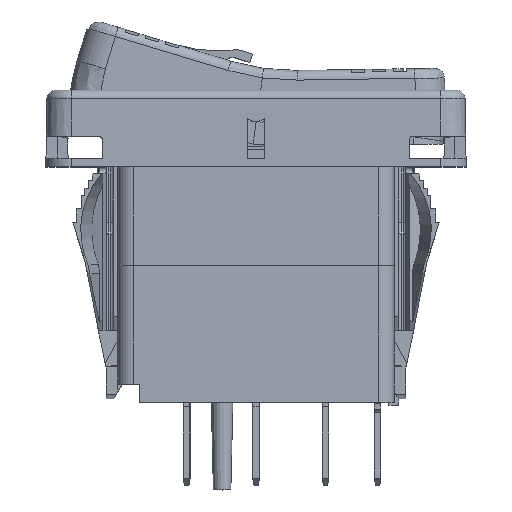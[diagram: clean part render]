
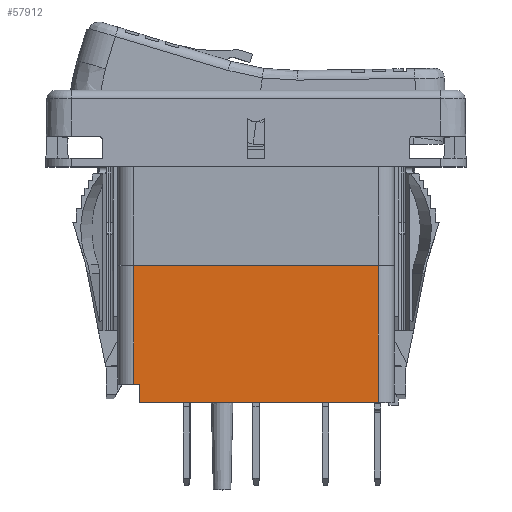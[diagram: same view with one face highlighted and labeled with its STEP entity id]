
A CAD part, top view. The second image highlights one B-rep face of the part: STEP entity #57912.
In plain terms, the highlighted planar face has unit normal (0, 0, 1).
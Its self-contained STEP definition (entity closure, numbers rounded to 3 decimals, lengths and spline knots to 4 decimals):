
#18701=DIRECTION('',(0.,-1.,0.));
#18702=VECTOR('',#18701,0.542);
#18703=CARTESIAN_POINT('',(-0.558,0.,0.41));
#18704=LINE('',#18703,#18702);
#18710=DIRECTION('',(-1.,0.,0.));
#18711=VECTOR('',#18710,1.116);
#18712=CARTESIAN_POINT('',(0.558,0.,0.41));
#18713=LINE('',#18712,#18711);
#18714=DIRECTION('',(1.,0.,0.));
#18715=VECTOR('',#18714,1.089);
#18716=CARTESIAN_POINT('',(-0.531,-0.625,0.41));
#18717=LINE('',#18716,#18715);
#18718=DIRECTION('',(0.,1.,0.));
#18719=VECTOR('',#18718,0.083);
#18720=CARTESIAN_POINT('',(-0.531,-0.625,0.41));
#18721=LINE('',#18720,#18719);
#18722=DIRECTION('',(1.,0.,0.));
#18723=VECTOR('',#18722,0.027);
#18724=CARTESIAN_POINT('',(-0.558,-0.542,0.41));
#18725=LINE('',#18724,#18723);
#18739=DIRECTION('',(0.,1.,0.));
#18740=VECTOR('',#18739,0.625);
#18741=CARTESIAN_POINT('',(0.558,-0.625,0.41));
#18742=LINE('',#18741,#18740);
#26362=CARTESIAN_POINT('',(-0.558,0.,0.41));
#26363=CARTESIAN_POINT('',(-0.558,-0.542,0.41));
#26364=VERTEX_POINT('',#26362);
#26365=VERTEX_POINT('',#26363);
#26382=CARTESIAN_POINT('',(0.558,-0.625,0.41));
#26383=CARTESIAN_POINT('',(0.558,0.,0.41));
#26384=VERTEX_POINT('',#26382);
#26385=VERTEX_POINT('',#26383);
#26552=CARTESIAN_POINT('',(-0.531,-0.625,0.41));
#26553=CARTESIAN_POINT('',(-0.531,-0.542,0.41));
#26554=VERTEX_POINT('',#26552);
#26555=VERTEX_POINT('',#26553);
#57897=CARTESIAN_POINT('',(0.,0.,0.41));
#57898=DIRECTION('',(0.,0.,1.));
#57899=DIRECTION('',(1.,0.,0.));
#57900=AXIS2_PLACEMENT_3D('',#57897,#57898,#57899);
#57901=PLANE('',#57900);
#57902=ORIENTED_EDGE('',*,*,#57890,.F.);
#57903=ORIENTED_EDGE('',*,*,#57758,.F.);
#57905=ORIENTED_EDGE('',*,*,#57904,.F.);
#57906=ORIENTED_EDGE('',*,*,#57281,.F.);
#57907=ORIENTED_EDGE('',*,*,#57354,.T.);
#57909=ORIENTED_EDGE('',*,*,#57908,.F.);
#57910=EDGE_LOOP('',(#57902,#57903,#57905,#57906,#57907,#57909));
#57911=FACE_OUTER_BOUND('',#57910,.F.);
#57281=EDGE_CURVE('',#26554,#26384,#18717,.T.);
#57354=EDGE_CURVE('',#26554,#26555,#18721,.T.);
#57758=EDGE_CURVE('',#26385,#26364,#18713,.T.);
#57890=EDGE_CURVE('',#26364,#26365,#18704,.T.);
#57904=EDGE_CURVE('',#26384,#26385,#18742,.T.);
#57908=EDGE_CURVE('',#26365,#26555,#18725,.T.);
#57912=ADVANCED_FACE('',(#57911),#57901,.T.);
